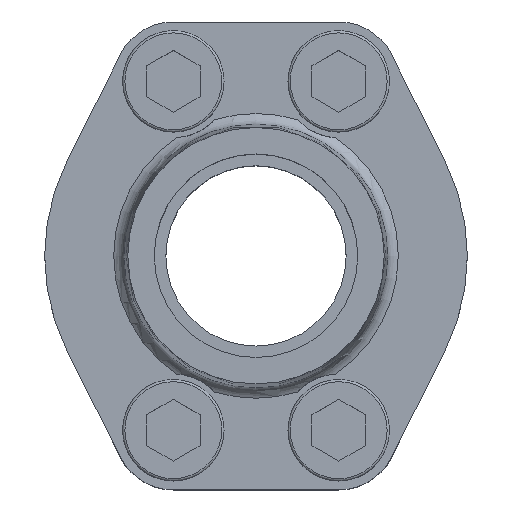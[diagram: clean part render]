
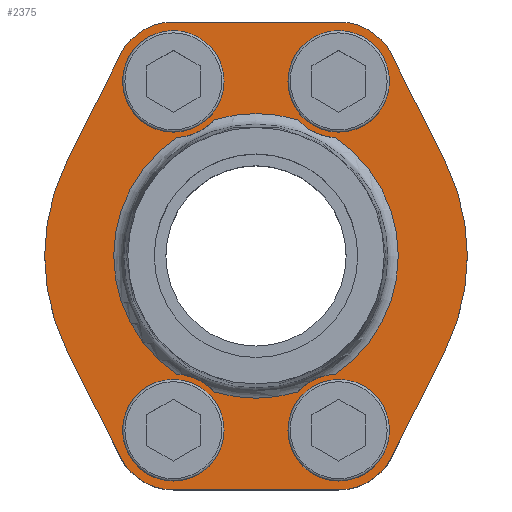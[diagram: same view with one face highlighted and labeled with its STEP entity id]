
A CAD part, top view. The second image highlights one B-rep face of the part: STEP entity #2375.
In plain terms, the highlighted planar face has unit normal (0, 0, 1).
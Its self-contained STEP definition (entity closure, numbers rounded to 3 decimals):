
#56=LINE('',#3316,#160);
#59=LINE('',#3324,#163);
#62=LINE('',#3332,#166);
#65=LINE('',#3340,#169);
#68=LINE('',#3348,#172);
#71=LINE('',#3356,#175);
#160=VECTOR('',#2781,1000.);
#163=VECTOR('',#2790,1000.);
#166=VECTOR('',#2799,1000.);
#169=VECTOR('',#2808,1000.);
#172=VECTOR('',#2817,1000.);
#175=VECTOR('',#2826,1000.);
#257=PLANE('',#2536);
#433=ORIENTED_EDGE('',*,*,#777,.F.);
#434=ORIENTED_EDGE('',*,*,#778,.F.);
#435=ORIENTED_EDGE('',*,*,#779,.F.);
#436=ORIENTED_EDGE('',*,*,#780,.F.);
#437=ORIENTED_EDGE('',*,*,#772,.T.);
#438=ORIENTED_EDGE('',*,*,#770,.T.);
#439=ORIENTED_EDGE('',*,*,#768,.T.);
#440=ORIENTED_EDGE('',*,*,#766,.T.);
#441=ORIENTED_EDGE('',*,*,#764,.T.);
#442=ORIENTED_EDGE('',*,*,#762,.T.);
#443=ORIENTED_EDGE('',*,*,#760,.T.);
#444=ORIENTED_EDGE('',*,*,#758,.T.);
#445=ORIENTED_EDGE('',*,*,#756,.T.);
#446=ORIENTED_EDGE('',*,*,#754,.T.);
#447=ORIENTED_EDGE('',*,*,#752,.T.);
#448=ORIENTED_EDGE('',*,*,#750,.T.);
#449=ORIENTED_EDGE('',*,*,#734,.F.);
#450=ORIENTED_EDGE('',*,*,#737,.T.);
#451=ORIENTED_EDGE('',*,*,#739,.F.);
#452=ORIENTED_EDGE('',*,*,#741,.T.);
#453=ORIENTED_EDGE('',*,*,#743,.F.);
#454=ORIENTED_EDGE('',*,*,#745,.T.);
#455=ORIENTED_EDGE('',*,*,#747,.F.);
#456=ORIENTED_EDGE('',*,*,#748,.T.);
#734=EDGE_CURVE('',#929,#930,#1071,.T.);
#737=EDGE_CURVE('',#929,#931,#1072,.T.);
#739=EDGE_CURVE('',#932,#931,#1073,.T.);
#741=EDGE_CURVE('',#932,#933,#1074,.T.);
#743=EDGE_CURVE('',#934,#933,#1075,.T.);
#745=EDGE_CURVE('',#934,#935,#1076,.T.);
#747=EDGE_CURVE('',#936,#935,#1077,.T.);
#748=EDGE_CURVE('',#936,#930,#1078,.T.);
#750=EDGE_CURVE('',#938,#937,#1079,.T.);
#752=EDGE_CURVE('',#939,#938,#56,.T.);
#754=EDGE_CURVE('',#940,#939,#1080,.T.);
#756=EDGE_CURVE('',#941,#940,#59,.T.);
#758=EDGE_CURVE('',#942,#941,#1081,.T.);
#760=EDGE_CURVE('',#943,#942,#62,.T.);
#762=EDGE_CURVE('',#944,#943,#1082,.T.);
#764=EDGE_CURVE('',#945,#944,#65,.T.);
#766=EDGE_CURVE('',#946,#945,#1083,.T.);
#768=EDGE_CURVE('',#947,#946,#68,.T.);
#770=EDGE_CURVE('',#948,#947,#1084,.T.);
#772=EDGE_CURVE('',#937,#948,#71,.T.);
#777=EDGE_CURVE('',#953,#953,#1089,.T.);
#778=EDGE_CURVE('',#954,#954,#1090,.T.);
#779=EDGE_CURVE('',#955,#955,#1091,.T.);
#780=EDGE_CURVE('',#956,#956,#1092,.T.);
#929=VERTEX_POINT('',#3279);
#930=VERTEX_POINT('',#3281);
#931=VERTEX_POINT('',#3285);
#932=VERTEX_POINT('',#3289);
#933=VERTEX_POINT('',#3293);
#934=VERTEX_POINT('',#3297);
#935=VERTEX_POINT('',#3301);
#936=VERTEX_POINT('',#3305);
#937=VERTEX_POINT('',#3311);
#938=VERTEX_POINT('',#3313);
#939=VERTEX_POINT('',#3317);
#940=VERTEX_POINT('',#3321);
#941=VERTEX_POINT('',#3325);
#942=VERTEX_POINT('',#3329);
#943=VERTEX_POINT('',#3333);
#944=VERTEX_POINT('',#3337);
#945=VERTEX_POINT('',#3341);
#946=VERTEX_POINT('',#3345);
#947=VERTEX_POINT('',#3349);
#948=VERTEX_POINT('',#3353);
#953=VERTEX_POINT('',#3371);
#954=VERTEX_POINT('',#3373);
#955=VERTEX_POINT('',#3375);
#956=VERTEX_POINT('',#3377);
#1071=CIRCLE('',#2495,50.5);
#1072=CIRCLE('',#2497,20.);
#1073=CIRCLE('',#2499,50.5);
#1074=CIRCLE('',#2501,20.);
#1075=CIRCLE('',#2503,50.5);
#1076=CIRCLE('',#2505,20.);
#1077=CIRCLE('',#2507,50.5);
#1078=CIRCLE('',#2509,20.);
#1079=CIRCLE('',#2511,21.1);
#1080=CIRCLE('',#2514,21.1);
#1081=CIRCLE('',#2517,75.);
#1082=CIRCLE('',#2520,21.1);
#1083=CIRCLE('',#2523,21.1);
#1084=CIRCLE('',#2526,75.);
#1089=CIRCLE('',#2537,17.95);
#1090=CIRCLE('',#2538,17.95);
#1091=CIRCLE('',#2539,17.95);
#1092=CIRCLE('',#2540,17.95);
#1183=EDGE_LOOP('',(#433));
#1184=EDGE_LOOP('',(#434));
#1185=EDGE_LOOP('',(#435));
#1186=EDGE_LOOP('',(#436));
#1187=EDGE_LOOP('',(#437,#438,#439,#440,#441,#442,#443,#444,#445,#446,#447,
#448));
#1188=EDGE_LOOP('',(#449,#450,#451,#452,#453,#454,#455,#456));
#1367=FACE_BOUND('',#1183,.T.);
#1368=FACE_BOUND('',#1184,.T.);
#1369=FACE_BOUND('',#1185,.T.);
#1370=FACE_BOUND('',#1186,.T.);
#1371=FACE_BOUND('',#1187,.T.);
#1372=FACE_BOUND('',#1188,.T.);
#2375=ADVANCED_FACE('',(#1367,#1368,#1369,#1370,#1371,#1372),#257,.T.);
#2495=AXIS2_PLACEMENT_3D('',#3280,#2736,#2737);
#2497=AXIS2_PLACEMENT_3D('',#3286,#2742,#2743);
#2499=AXIS2_PLACEMENT_3D('',#3290,#2747,#2748);
#2501=AXIS2_PLACEMENT_3D('',#3294,#2752,#2753);
#2503=AXIS2_PLACEMENT_3D('',#3298,#2757,#2758);
#2505=AXIS2_PLACEMENT_3D('',#3302,#2762,#2763);
#2507=AXIS2_PLACEMENT_3D('',#3306,#2767,#2768);
#2509=AXIS2_PLACEMENT_3D('',#3308,#2771,#2772);
#2511=AXIS2_PLACEMENT_3D('',#3312,#2776,#2777);
#2514=AXIS2_PLACEMENT_3D('',#3320,#2785,#2786);
#2517=AXIS2_PLACEMENT_3D('',#3328,#2794,#2795);
#2520=AXIS2_PLACEMENT_3D('',#3336,#2803,#2804);
#2523=AXIS2_PLACEMENT_3D('',#3344,#2812,#2813);
#2526=AXIS2_PLACEMENT_3D('',#3352,#2821,#2822);
#2536=AXIS2_PLACEMENT_3D('',#3369,#2843,#2844);
#2537=AXIS2_PLACEMENT_3D('',#3370,#2845,#2846);
#2538=AXIS2_PLACEMENT_3D('',#3372,#2847,#2848);
#2539=AXIS2_PLACEMENT_3D('',#3374,#2849,#2850);
#2540=AXIS2_PLACEMENT_3D('',#3376,#2851,#2852);
#2736=DIRECTION('',(0.,0.,1.));
#2737=DIRECTION('',(1.,0.,0.));
#2742=DIRECTION('',(0.,0.,1.));
#2743=DIRECTION('',(1.,0.,0.));
#2747=DIRECTION('',(0.,0.,1.));
#2748=DIRECTION('',(1.,0.,0.));
#2752=DIRECTION('',(0.,0.,1.));
#2753=DIRECTION('',(1.,0.,0.));
#2757=DIRECTION('',(0.,0.,1.));
#2758=DIRECTION('',(1.,0.,0.));
#2762=DIRECTION('',(0.,0.,1.));
#2763=DIRECTION('',(1.,0.,0.));
#2767=DIRECTION('',(0.,0.,1.));
#2768=DIRECTION('',(1.,0.,0.));
#2771=DIRECTION('',(0.,0.,1.));
#2772=DIRECTION('',(1.,0.,0.));
#2776=DIRECTION('',(0.,0.,1.));
#2777=DIRECTION('',(1.,0.,0.));
#2781=DIRECTION('',(-1.,0.,0.));
#2785=DIRECTION('',(0.,0.,1.));
#2786=DIRECTION('',(1.,0.,0.));
#2790=DIRECTION('',(-0.446,0.895,0.));
#2794=DIRECTION('',(0.,0.,1.));
#2795=DIRECTION('',(1.,0.,0.));
#2799=DIRECTION('',(0.446,0.895,0.));
#2803=DIRECTION('',(0.,0.,1.));
#2804=DIRECTION('',(1.,0.,0.));
#2808=DIRECTION('',(1.,0.,0.));
#2812=DIRECTION('',(0.,0.,1.));
#2813=DIRECTION('',(1.,0.,0.));
#2817=DIRECTION('',(0.446,-0.895,0.));
#2821=DIRECTION('',(0.,0.,1.));
#2822=DIRECTION('',(1.,0.,0.));
#2826=DIRECTION('',(-0.446,-0.895,0.));
#2843=DIRECTION('',(0.,0.,1.));
#2844=DIRECTION('',(1.,0.,0.));
#2845=DIRECTION('',(0.,0.,1.));
#2846=DIRECTION('',(1.,0.,0.));
#2847=DIRECTION('',(0.,0.,1.));
#2848=DIRECTION('',(1.,0.,0.));
#2849=DIRECTION('',(0.,0.,1.));
#2850=DIRECTION('',(1.,0.,0.));
#2851=DIRECTION('',(0.,0.,1.));
#2852=DIRECTION('',(1.,0.,0.));
#3279=CARTESIAN_POINT('',(-28.134,41.937,45.));
#3280=CARTESIAN_POINT('',(0.,0.,45.));
#3281=CARTESIAN_POINT('',(-28.134,-41.937,45.));
#3285=CARTESIAN_POINT('',(-14.663,48.324,45.));
#3286=CARTESIAN_POINT('',(-29.35,61.9,45.));
#3289=CARTESIAN_POINT('',(14.663,48.324,45.));
#3290=CARTESIAN_POINT('',(0.,0.,45.));
#3293=CARTESIAN_POINT('',(28.134,41.937,45.));
#3294=CARTESIAN_POINT('',(29.35,61.9,45.));
#3297=CARTESIAN_POINT('',(28.134,-41.937,45.));
#3298=CARTESIAN_POINT('',(0.,0.,45.));
#3301=CARTESIAN_POINT('',(14.663,-48.324,45.));
#3302=CARTESIAN_POINT('',(29.35,-61.9,45.));
#3305=CARTESIAN_POINT('',(-14.663,-48.324,45.));
#3306=CARTESIAN_POINT('',(0.,0.,45.));
#3308=CARTESIAN_POINT('',(-29.35,-61.9,45.));
#3311=CARTESIAN_POINT('',(-48.23,71.321,45.));
#3312=CARTESIAN_POINT('',(-29.35,61.9,45.));
#3313=CARTESIAN_POINT('',(-29.35,83.,45.));
#3316=CARTESIAN_POINT('',(29.35,83.,45.));
#3317=CARTESIAN_POINT('',(29.35,83.,45.));
#3320=CARTESIAN_POINT('',(29.35,61.9,45.));
#3321=CARTESIAN_POINT('',(48.23,71.321,45.));
#3324=CARTESIAN_POINT('',(67.109,33.487,45.));
#3325=CARTESIAN_POINT('',(67.109,33.487,45.));
#3328=CARTESIAN_POINT('',(0.,0.,45.));
#3329=CARTESIAN_POINT('',(67.109,-33.487,45.));
#3332=CARTESIAN_POINT('',(48.23,-71.321,45.));
#3333=CARTESIAN_POINT('',(48.23,-71.321,45.));
#3336=CARTESIAN_POINT('',(29.35,-61.9,45.));
#3337=CARTESIAN_POINT('',(29.35,-83.,45.));
#3340=CARTESIAN_POINT('',(-29.35,-83.,45.));
#3341=CARTESIAN_POINT('',(-29.35,-83.,45.));
#3344=CARTESIAN_POINT('',(-29.35,-61.9,45.));
#3345=CARTESIAN_POINT('',(-48.23,-71.321,45.));
#3348=CARTESIAN_POINT('',(-67.109,-33.487,45.));
#3349=CARTESIAN_POINT('',(-67.109,-33.487,45.));
#3352=CARTESIAN_POINT('',(0.,0.,45.));
#3353=CARTESIAN_POINT('',(-67.109,33.487,45.));
#3356=CARTESIAN_POINT('',(-48.23,71.321,45.));
#3369=CARTESIAN_POINT('',(0.,0.,45.));
#3370=CARTESIAN_POINT('',(29.35,-61.9,45.));
#3371=CARTESIAN_POINT('',(47.3,-61.9,45.));
#3372=CARTESIAN_POINT('',(-29.35,-61.9,45.));
#3373=CARTESIAN_POINT('',(-11.4,-61.9,45.));
#3374=CARTESIAN_POINT('',(-29.35,61.9,45.));
#3375=CARTESIAN_POINT('',(-11.4,61.9,45.));
#3376=CARTESIAN_POINT('',(29.35,61.9,45.));
#3377=CARTESIAN_POINT('',(47.3,61.9,45.));
